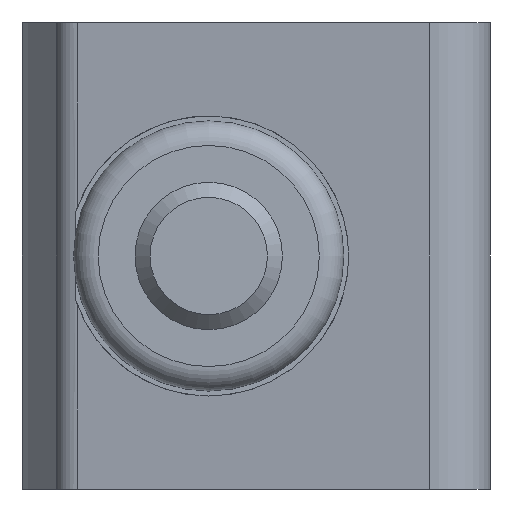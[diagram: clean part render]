
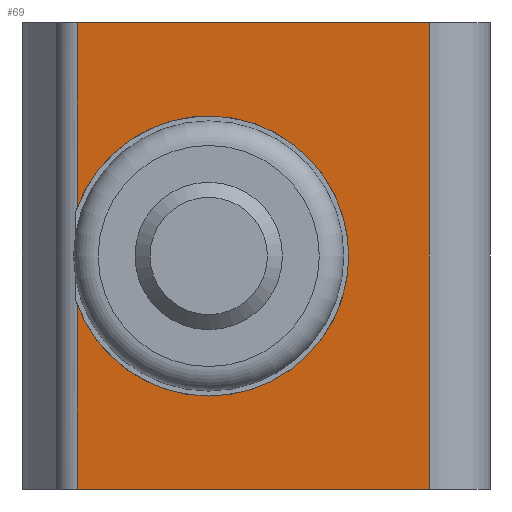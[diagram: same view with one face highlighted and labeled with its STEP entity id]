
A CAD part, front view. The second image highlights one B-rep face of the part: STEP entity #69.
In plain terms, the highlighted planar face has unit normal (-0.123, -0.992, 0).
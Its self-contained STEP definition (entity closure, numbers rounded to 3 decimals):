
#69 = ADVANCED_FACE( '', ( #170 ), #171, .F. );
#170 = FACE_OUTER_BOUND( '', #315, .T. );
#171 = PLANE( '', #316 );
#315 = EDGE_LOOP( '', ( #464, #465, #466, #467, #468, #469 ) );
#316 = AXIS2_PLACEMENT_3D( '', #470, #471, #472 );
#464 = ORIENTED_EDGE( '', *, *, #795, .F. );
#465 = ORIENTED_EDGE( '', *, *, #796, .T. );
#466 = ORIENTED_EDGE( '', *, *, #797, .T. );
#467 = ORIENTED_EDGE( '', *, *, #798, .F. );
#468 = ORIENTED_EDGE( '', *, *, #799, .F. );
#469 = ORIENTED_EDGE( '', *, *, #800, .T. );
#470 = CARTESIAN_POINT( '', ( -5.348, 2.488, 9.5 ) );
#471 = DIRECTION( '', ( 0.123, 0.992, 0. ) );
#472 = DIRECTION( '', ( -0.992, 0.123, 0. ) );
#795 = EDGE_CURVE( '', #929, #930, #931, .F. );
#796 = EDGE_CURVE( '', #929, #932, #933, .T. );
#797 = EDGE_CURVE( '', #932, #934, #935, .T. );
#798 = EDGE_CURVE( '', #936, #934, #937, .T. );
#799 = EDGE_CURVE( '', #938, #936, #939, .T. );
#800 = EDGE_CURVE( '', #938, #930, #940, .T. );
#929 = VERTEX_POINT( '', #1124 );
#930 = VERTEX_POINT( '', #1125 );
#931 = ELLIPSE( '', #1126, 5.743, 5.7 );
#932 = VERTEX_POINT( '', #1127 );
#933 = LINE( '', #1128, #1129 );
#934 = VERTEX_POINT( '', #1130 );
#935 = LINE( '', #1131, #1132 );
#936 = VERTEX_POINT( '', #1133 );
#937 = LINE( '', #1134, #1135 );
#938 = VERTEX_POINT( '', #1136 );
#939 = LINE( '', #1137, #1138 );
#940 = LINE( '', #1139, #1140 );
#1124 = CARTESIAN_POINT( '', ( -5.348, 2.488, -1.972 ) );
#1125 = CARTESIAN_POINT( '', ( -5.348, 2.488, 1.972 ) );
#1126 = AXIS2_PLACEMENT_3D( '', #1367, #1368, #1369 );
#1127 = CARTESIAN_POINT( '', ( -5.348, 2.488, -9.5 ) );
#1128 = CARTESIAN_POINT( '', ( -5.348, 2.488, 9.5 ) );
#1129 = VECTOR( '', #1370, 1000. );
#1130 = CARTESIAN_POINT( '', ( 8.98, 0.717, -9.5 ) );
#1131 = CARTESIAN_POINT( '', ( -5.348, 2.488, -9.5 ) );
#1132 = VECTOR( '', #1371, 1000. );
#1133 = CARTESIAN_POINT( '', ( 8.98, 0.717, 9.5 ) );
#1134 = CARTESIAN_POINT( '', ( 8.98, 0.717, 9.5 ) );
#1135 = VECTOR( '', #1372, 1000. );
#1136 = CARTESIAN_POINT( '', ( -5.348, 2.488, 9.5 ) );
#1137 = CARTESIAN_POINT( '', ( -5.348, 2.488, 9.5 ) );
#1138 = VECTOR( '', #1373, 1000. );
#1139 = CARTESIAN_POINT( '', ( -5.348, 2.488, 9.5 ) );
#1140 = VECTOR( '', #1374, 1000. );
#1367 = CARTESIAN_POINT( '', ( 0., 1.827, 0. ) );
#1368 = DIRECTION( '', ( 0.123, 0.992, 0. ) );
#1369 = DIRECTION( '', ( 0.992, -0.123, 0. ) );
#1370 = DIRECTION( '', ( 0., 0., -1. ) );
#1371 = DIRECTION( '', ( 0.992, -0.123, 0. ) );
#1372 = DIRECTION( '', ( 0., 0., -1. ) );
#1373 = DIRECTION( '', ( 0.992, -0.123, 0. ) );
#1374 = DIRECTION( '', ( 0., 0., -1. ) );
